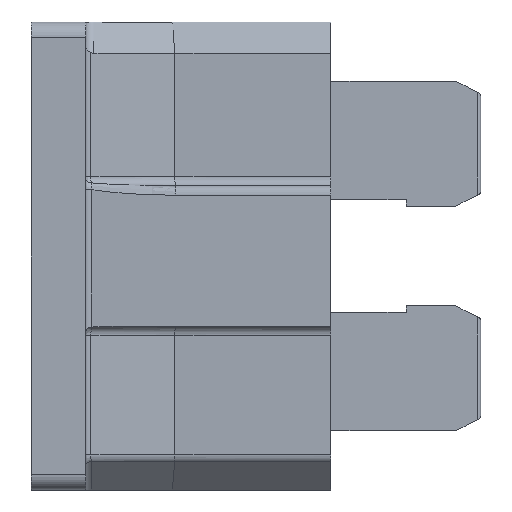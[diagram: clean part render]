
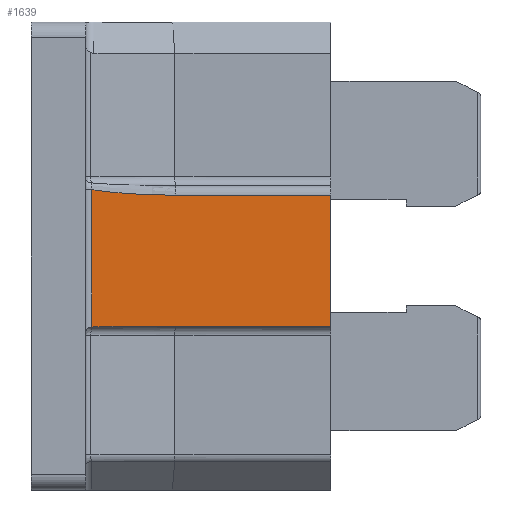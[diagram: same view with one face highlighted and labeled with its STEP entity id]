
A CAD part, left-side view. The second image highlights one B-rep face of the part: STEP entity #1639.
In plain terms, the highlighted planar face has unit normal (-1, 0, 0).
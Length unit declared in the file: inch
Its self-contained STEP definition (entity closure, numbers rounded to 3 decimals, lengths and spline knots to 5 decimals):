
#20=PLANE('',#1770);
#86=ELLIPSE('',#1768,0.18892,0.03);
#87=ELLIPSE('',#1771,0.09446,0.015);
#132=FACE_OUTER_BOUND('',#230,.T.);
#230=EDGE_LOOP('',(#1133,#1134,#1135,#1136,#1137,#1138));
#371=LINE('',#2422,#525);
#382=LINE('',#2633,#536);
#383=LINE('',#2635,#537);
#384=LINE('',#2636,#538);
#525=VECTOR('',#1922,0.3937);
#536=VECTOR('',#1983,0.3937);
#537=VECTOR('',#1984,0.3937);
#538=VECTOR('',#1985,0.3937);
#679=VERTEX_POINT('',#2420);
#680=VERTEX_POINT('',#2421);
#702=VERTEX_POINT('',#2626);
#703=VERTEX_POINT('',#2630);
#704=VERTEX_POINT('',#2632);
#705=VERTEX_POINT('',#2634);
#836=EDGE_CURVE('',#679,#680,#371,.T.);
#868=EDGE_CURVE('',#680,#702,#86,.T.);
#870=EDGE_CURVE('',#703,#679,#87,.T.);
#871=EDGE_CURVE('',#703,#704,#382,.T.);
#872=EDGE_CURVE('',#704,#705,#383,.T.);
#873=EDGE_CURVE('',#702,#705,#384,.T.);
#1133=ORIENTED_EDGE('',*,*,#836,.F.);
#1134=ORIENTED_EDGE('',*,*,#870,.F.);
#1135=ORIENTED_EDGE('',*,*,#871,.T.);
#1136=ORIENTED_EDGE('',*,*,#872,.T.);
#1137=ORIENTED_EDGE('',*,*,#873,.F.);
#1138=ORIENTED_EDGE('',*,*,#868,.F.);
#1639=ADVANCED_FACE('',(#132),#20,.T.);
#1768=AXIS2_PLACEMENT_3D('',#2627,#1975,#1976);
#1770=AXIS2_PLACEMENT_3D('',#2629,#1979,#1980);
#1771=AXIS2_PLACEMENT_3D('',#2631,#1981,#1982);
#1922=DIRECTION('',(0.,0.,1.));
#1975=DIRECTION('center_axis',(-1.,0.,0.));
#1976=DIRECTION('ref_axis',(0.,1.,0.));
#1979=DIRECTION('center_axis',(-1.,0.,0.));
#1980=DIRECTION('ref_axis',(0.,0.,1.));
#1981=DIRECTION('center_axis',(-1.,0.,0.));
#1982=DIRECTION('ref_axis',(0.,1.,0.));
#1983=DIRECTION('',(0.,-1.,0.));
#1984=DIRECTION('',(0.,0.,1.));
#1985=DIRECTION('',(0.,-1.,0.));
#2420=CARTESIAN_POINT('',(-0.082,-0.097,-0.11398));
#2421=CARTESIAN_POINT('',(-0.082,-0.097,0.10638));
#2422=CARTESIAN_POINT('',(-0.082,-0.097,0.));
#2626=CARTESIAN_POINT('',(-0.082,-0.2312,0.0975));
#2627=CARTESIAN_POINT('Origin',(-0.082,-0.2312,
0.1275));
#2629=CARTESIAN_POINT('Origin',(-0.082,-0.2835,0.));
#2630=CARTESIAN_POINT('',(-0.082,-0.13794,-0.1125));
#2631=CARTESIAN_POINT('Origin',(-0.082,-0.13794,
-0.1275));
#2632=CARTESIAN_POINT('',(-0.082,-0.48,-0.1125));
#2633=CARTESIAN_POINT('',(-0.082,-0.087,-0.1125));
#2634=CARTESIAN_POINT('',(-0.082,-0.48,0.0975));
#2635=CARTESIAN_POINT('',(-0.082,-0.48,-0.1125));
#2636=CARTESIAN_POINT('',(-0.082,-0.18525,0.0975));
